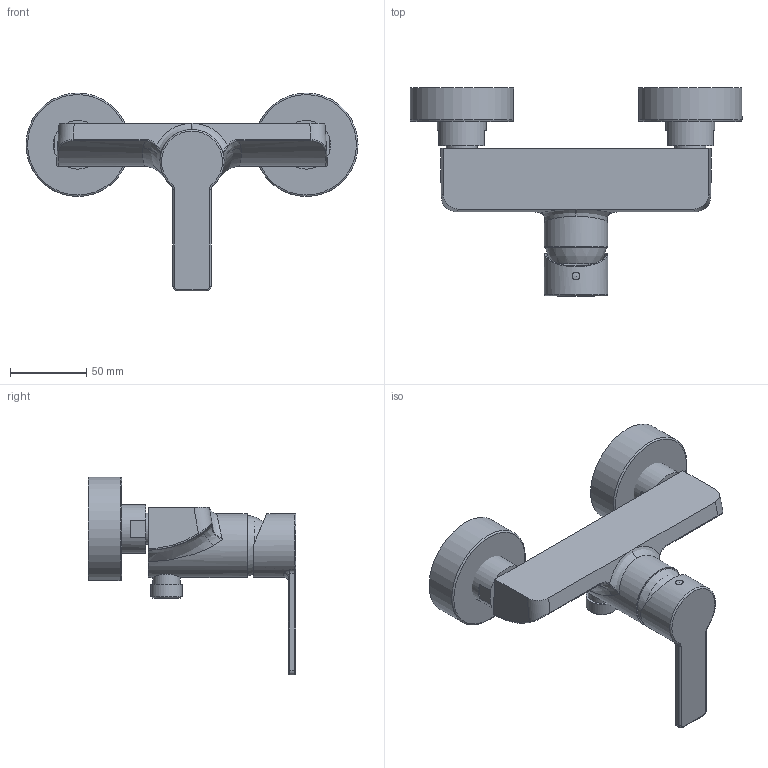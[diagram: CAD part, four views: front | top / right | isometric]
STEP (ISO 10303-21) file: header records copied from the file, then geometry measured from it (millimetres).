
FILE_DESCRIPTION(/* description */ (''),/* implementation_level */ '2;1');
FILE_NAME(/* name */ '3D_TVS103001000_Architectura_2.step',/* time_stamp */ '2023-01-12T10:52:51+01:00',/* author */ (''),/* organization */ (''),/* preprocessor_version */ 'ST-DEVELOPER v19.2',/* originating_system */ 'Autodesk Translation Framework v11.17.0.187',/* authorisation */ '');
FILE_SCHEMA (('AUTOMOTIVE_DESIGN { 1 0 10303 214 3 1 1 }'));
Length unit declared in the file: millimetre
Products named in the file (9): (Nicht gespeichert); 9ZG168060; 80P35WAX2; 80N16494; 8JT33076; 8JTSWQ79; 8NMSWQ79; 80Q79000; Komponente8
Assembly tree (11 placements, depth 2):
  (Nicht gespeichert)
    8JTSWQ79  x2
    8NMSWQ79  x2
    80Q79000  x2
    9ZG168060
    80P35WAX2
    80N16494
    8JT33076
    Komponente8
Bounding box: 218 x 136.5 x 130 mm (x, y, z)
Volume: 434978.3 mm3; surface area: 88305.2 mm2
Topology: 11 solids, 11 shells, 280 faces, 661 edges, 420 vertices
Faces by surface type: plane 117, cylinder 72, cone 35, torus 30, bspline 25, sphere 1
Full cylindrical faces by diameter (mm): 4.2 x1, 4.7 x1, 5.1 x1, 5.2 x1, 9 x2, 14 x1, 15 x1, 16 x3, 17 x1, 18 x3, 19 x1, 20.5 x2, 20.9 x1, 21 x2, 24 x4, 30 x1, 32 x2, 35.8 x1, 39.6 x1, 42 x2, 68 x2
Entity records: 10476 total; most frequent: CARTESIAN_POINT 4877, DIRECTION 1153, ORIENTED_EDGE 1100, EDGE_CURVE 550, AXIS2_PLACEMENT_3D 468, VERTEX_POINT 348, EDGE_LOOP 258, CIRCLE 233
